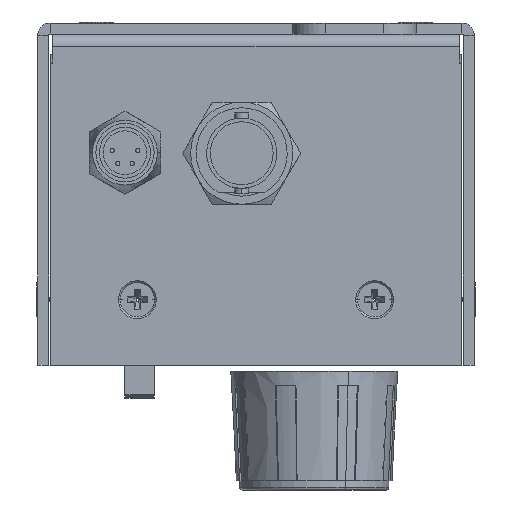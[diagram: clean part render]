
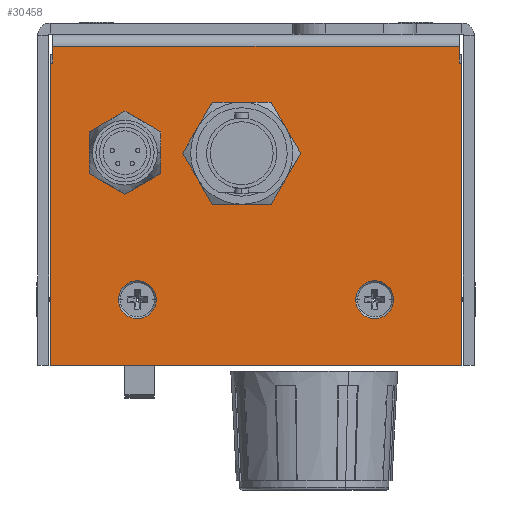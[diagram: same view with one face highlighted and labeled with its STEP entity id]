
A CAD part, left-side view. The second image highlights one B-rep face of the part: STEP entity #30458.
In plain terms, the highlighted planar face has unit normal (-1, 0, 0).
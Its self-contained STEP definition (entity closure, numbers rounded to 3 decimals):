
#10678 = CARTESIAN_POINT ( 'NONE',  ( -37.988, 0.584, 1.325 ) ) ;
#10704 = CARTESIAN_POINT ( 'NONE',  ( -37.988, 33.184, 1.325 ) ) ;
#10762 = CARTESIAN_POINT ( 'NONE',  ( -37.988, -8.416, 36.125 ) ) ;
#10774 = CARTESIAN_POINT ( 'NONE',  ( -37.988, 5.784, 1.325 ) ) ;
#10775 = DIRECTION ( 'NONE',  ( 0., -1., 0. ) ) ;
#10776 = DIRECTION ( 'NONE',  ( 1., 0., 0. ) ) ;
#10777 = CARTESIAN_POINT ( 'NONE',  ( -37.988, 3.184, 1.325 ) ) ;
#10778 = AXIS2_PLACEMENT_3D ( 'NONE', #10777, #10776, #10775 ) ;
#10779 = CIRCLE ( 'NONE', #10778, 2.6 ) ;
#10845 = CARTESIAN_POINT ( 'NONE',  ( -37.988, 38.384, 1.325 ) ) ;
#10846 = DIRECTION ( 'NONE',  ( 0., -1., 0. ) ) ;
#10847 = DIRECTION ( 'NONE',  ( 1., 0., 0. ) ) ;
#10848 = CARTESIAN_POINT ( 'NONE',  ( -37.988, 35.784, 1.325 ) ) ;
#10849 = AXIS2_PLACEMENT_3D ( 'NONE', #10848, #10847, #10846 ) ;
#10850 = CIRCLE ( 'NONE', #10849, 2.6 ) ;
#10851 = DIRECTION ( 'NONE',  ( 0., -1., 0. ) ) ;
#10852 = VECTOR ( 'NONE', #10851, 1000. ) ;
#10853 = CARTESIAN_POINT ( 'NONE',  ( -37.988, 47.784, 36.125 ) ) ;
#10854 = LINE ( 'NONE', #10853, #10852 ) ;
#10855 = CARTESIAN_POINT ( 'NONE',  ( -37.988, 47.384, 36.125 ) ) ;
#10892 = LINE ( 'NONE', #10944, #10943 ) ;
#10898 = CARTESIAN_POINT ( 'NONE',  ( -37.988, 47.784, -7.675 ) ) ;
#10899 = DIRECTION ( 'NONE',  ( 0., -1., 0. ) ) ;
#10900 = VECTOR ( 'NONE', #10899, 1000. ) ;
#10901 = CARTESIAN_POINT ( 'NONE',  ( -37.988, 47.784, -7.675 ) ) ;
#10902 = LINE ( 'NONE', #10901, #10900 ) ;
#10941 = CARTESIAN_POINT ( 'NONE',  ( -37.988, -8.816, 33.825 ) ) ;
#10942 = DIRECTION ( 'NONE',  ( 0., -1., 0. ) ) ;
#10943 = VECTOR ( 'NONE', #10942, 1000. ) ;
#10944 = CARTESIAN_POINT ( 'NONE',  ( -37.988, -8.816, 33.825 ) ) ;
#10970 = CARTESIAN_POINT ( 'NONE',  ( -37.988, -8.416, 33.825 ) ) ;
#10971 = DIRECTION ( 'NONE',  ( 0., 0., -1. ) ) ;
#10972 = VECTOR ( 'NONE', #10971, 1000. ) ;
#10973 = CARTESIAN_POINT ( 'NONE',  ( -37.988, -8.416, 33.825 ) ) ;
#10974 = LINE ( 'NONE', #10973, #10972 ) ;
#10975 = CARTESIAN_POINT ( 'NONE',  ( -37.988, -8.816, -7.675 ) ) ;
#10976 = DIRECTION ( 'NONE',  ( 0., 0., 1. ) ) ;
#10977 = VECTOR ( 'NONE', #10976, 1000. ) ;
#10978 = CARTESIAN_POINT ( 'NONE',  ( -37.988, -8.816, 36.325 ) ) ;
#10979 = LINE ( 'NONE', #10978, #10977 ) ;
#11020 = CARTESIAN_POINT ( 'NONE',  ( -37.988, 47.384, 33.825 ) ) ;
#11021 = DIRECTION ( 'NONE',  ( 0., -1., 0. ) ) ;
#11022 = VECTOR ( 'NONE', #11021, 1000. ) ;
#11023 = CARTESIAN_POINT ( 'NONE',  ( -37.988, 47.784, 33.825 ) ) ;
#11024 = LINE ( 'NONE', #11023, #11022 ) ;
#11067 = CARTESIAN_POINT ( 'NONE',  ( -37.988, 47.784, 33.825 ) ) ;
#11068 = DIRECTION ( 'NONE',  ( 0., 0., 1. ) ) ;
#11069 = VECTOR ( 'NONE', #11068, 1000. ) ;
#11070 = CARTESIAN_POINT ( 'NONE',  ( -37.988, 47.784, 36.325 ) ) ;
#11071 = LINE ( 'NONE', #11070, #11069 ) ;
#11096 = LINE ( 'NONE', #11150, #11149 ) ;
#11148 = DIRECTION ( 'NONE',  ( 0., 0., 1. ) ) ;
#11149 = VECTOR ( 'NONE', #11148, 1000. ) ;
#11150 = CARTESIAN_POINT ( 'NONE',  ( -37.988, 47.384, 33.825 ) ) ;
#11240 = DIRECTION ( 'NONE',  ( 0., -1., 0. ) ) ;
#11241 = DIRECTION ( 'NONE',  ( 1., 0., 0. ) ) ;
#11242 = CARTESIAN_POINT ( 'NONE',  ( -37.988, 35.784, 1.325 ) ) ;
#11243 = AXIS2_PLACEMENT_3D ( 'NONE', #11242, #11241, #11240 ) ;
#11244 = CIRCLE ( 'NONE', #11243, 2.6 ) ;
#11245 = DIRECTION ( 'NONE',  ( 0., 1., 0. ) ) ;
#11246 = DIRECTION ( 'NONE',  ( -1., 0., 0. ) ) ;
#11247 = CARTESIAN_POINT ( 'NONE',  ( -37.988, 21.484, 21.525 ) ) ;
#11248 = AXIS2_PLACEMENT_3D ( 'NONE', #11247, #11246, #11245 ) ;
#11249 = CIRCLE ( 'NONE', #11248, 6.25 ) ;
#11250 = CARTESIAN_POINT ( 'NONE',  ( -37.988, 15.234, 21.525 ) ) ;
#11251 = CARTESIAN_POINT ( 'NONE',  ( -37.988, 27.734, 21.525 ) ) ;
#11252 = DIRECTION ( 'NONE',  ( 0., 1., 0. ) ) ;
#11253 = DIRECTION ( 'NONE',  ( -1., 0., 0. ) ) ;
#11254 = CARTESIAN_POINT ( 'NONE',  ( -37.988, 21.484, 21.525 ) ) ;
#11255 = AXIS2_PLACEMENT_3D ( 'NONE', #11254, #11253, #11252 ) ;
#11256 = CIRCLE ( 'NONE', #11255, 6.25 ) ;
#11257 = DIRECTION ( 'NONE',  ( 0., 1., 0. ) ) ;
#11258 = DIRECTION ( 'NONE',  ( -1., 0., 0. ) ) ;
#11259 = AXIS2_PLACEMENT_3D ( 'NONE', #11265, #11258, #11257 ) ;
#11260 = CIRCLE ( 'NONE', #11259, 4.1 ) ;
#11265 = CARTESIAN_POINT ( 'NONE',  ( -37.988, 37.484, 21.525 ) ) ;
#11267 = CARTESIAN_POINT ( 'NONE',  ( -37.988, 47.784, 36.325 ) ) ;
#11268 = AXIS2_PLACEMENT_3D ( 'NONE', #11267, #11326, #11325 ) ;
#11269 = PLANE ( 'NONE',  #11268 ) ;
#11284 = FACE_OUTER_BOUND ( 'NONE', #30448, .T. ) ;
#11285 = FACE_BOUND ( 'NONE', #30446, .T. ) ;
#11286 = FACE_BOUND ( 'NONE', #30440, .T. ) ;
#11287 = FACE_BOUND ( 'NONE', #30477, .T. ) ;
#11288 = FACE_BOUND ( 'NONE', #30461, .T. ) ;
#11289 = DIRECTION ( 'NONE',  ( 0., -1., 0. ) ) ;
#11290 = DIRECTION ( 'NONE',  ( 1., 0., 0. ) ) ;
#11291 = CARTESIAN_POINT ( 'NONE',  ( -37.988, 3.184, 1.325 ) ) ;
#11292 = AXIS2_PLACEMENT_3D ( 'NONE', #11291, #11290, #11289 ) ;
#11293 = CIRCLE ( 'NONE', #11292, 2.6 ) ;
#11318 = CARTESIAN_POINT ( 'NONE',  ( -37.988, 33.384, 21.525 ) ) ;
#11319 = CARTESIAN_POINT ( 'NONE',  ( -37.988, 41.584, 21.525 ) ) ;
#11320 = DIRECTION ( 'NONE',  ( 0., 1., 0. ) ) ;
#11321 = DIRECTION ( 'NONE',  ( -1., 0., 0. ) ) ;
#11322 = CARTESIAN_POINT ( 'NONE',  ( -37.988, 37.484, 21.525 ) ) ;
#11323 = AXIS2_PLACEMENT_3D ( 'NONE', #11322, #11321, #11320 ) ;
#11324 = CIRCLE ( 'NONE', #11323, 4.1 ) ;
#11325 = DIRECTION ( 'NONE',  ( 0., -1., 0. ) ) ;
#11326 = DIRECTION ( 'NONE',  ( 1., 0., 0. ) ) ;
#30071 = VERTEX_POINT ( 'NONE', #10678 ) ;
#30100 = VERTEX_POINT ( 'NONE', #10704 ) ;
#30133 = VERTEX_POINT ( 'NONE', #10762 ) ;
#30151 = EDGE_CURVE ( 'NONE', #30152, #30071, #10779, .T. ) ;
#30152 = VERTEX_POINT ( 'NONE', #10774 ) ;
#30172 = VERTEX_POINT ( 'NONE', #10855 ) ;
#30177 = EDGE_CURVE ( 'NONE', #30172, #30133, #10854, .T. ) ;
#30182 = EDGE_CURVE ( 'NONE', #30184, #30100, #10850, .T. ) ;
#30184 = VERTEX_POINT ( 'NONE', #10845 ) ;
#30209 = EDGE_CURVE ( 'NONE', #30210, #30237, #10902, .T. ) ;
#30210 = VERTEX_POINT ( 'NONE', #10898 ) ;
#30220 = EDGE_CURVE ( 'NONE', #30247, #30221, #10892, .T. ) ;
#30221 = VERTEX_POINT ( 'NONE', #10941 ) ;
#30234 = EDGE_CURVE ( 'NONE', #30237, #30221, #10979, .T. ) ;
#30237 = VERTEX_POINT ( 'NONE', #10975 ) ;
#30244 = EDGE_CURVE ( 'NONE', #30133, #30247, #10974, .T. ) ;
#30247 = VERTEX_POINT ( 'NONE', #10970 ) ;
#30291 = EDGE_CURVE ( 'NONE', #30324, #30294, #11024, .T. ) ;
#30294 = VERTEX_POINT ( 'NONE', #11020 ) ;
#30322 = EDGE_CURVE ( 'NONE', #30210, #30324, #11071, .T. ) ;
#30324 = VERTEX_POINT ( 'NONE', #11067 ) ;
#30344 = EDGE_CURVE ( 'NONE', #30294, #30172, #11096, .T. ) ;
#30412 = ORIENTED_EDGE ( 'NONE', *, *, #30456, .T. ) ;
#30414 = ORIENTED_EDGE ( 'NONE', *, *, #30344, .F. ) ;
#30416 = ORIENTED_EDGE ( 'NONE', *, *, #30291, .F. ) ;
#30418 = ORIENTED_EDGE ( 'NONE', *, *, #30322, .F. ) ;
#30420 = ORIENTED_EDGE ( 'NONE', *, *, #30209, .T. ) ;
#30421 = ORIENTED_EDGE ( 'NONE', *, *, #30234, .T. ) ;
#30422 = ORIENTED_EDGE ( 'NONE', *, *, #30220, .F. ) ;
#30423 = ORIENTED_EDGE ( 'NONE', *, *, #30244, .F. ) ;
#30425 = ORIENTED_EDGE ( 'NONE', *, *, #30177, .F. ) ;
#30431 = EDGE_CURVE ( 'NONE', #30471, #30469, #11260, .T. ) ;
#30433 = ORIENTED_EDGE ( 'NONE', *, *, #30434, .F. ) ;
#30434 = EDGE_CURVE ( 'NONE', #30435, #30437, #11256, .T. ) ;
#30435 = VERTEX_POINT ( 'NONE', #11251 ) ;
#30437 = VERTEX_POINT ( 'NONE', #11250 ) ;
#30438 = ORIENTED_EDGE ( 'NONE', *, *, #30439, .F. ) ;
#30439 = EDGE_CURVE ( 'NONE', #30437, #30435, #11249, .T. ) ;
#30440 = EDGE_LOOP ( 'NONE', ( #30441, #30442 ) ) ;
#30441 = ORIENTED_EDGE ( 'NONE', *, *, #30182, .T. ) ;
#30442 = ORIENTED_EDGE ( 'NONE', *, *, #30444, .T. ) ;
#30444 = EDGE_CURVE ( 'NONE', #30100, #30184, #11244, .T. ) ;
#30446 = EDGE_LOOP ( 'NONE', ( #30447, #30412 ) ) ;
#30447 = ORIENTED_EDGE ( 'NONE', *, *, #30151, .T. ) ;
#30448 = EDGE_LOOP ( 'NONE', ( #30414, #30416, #30418, #30420, #30421, #30422, #30423, #30425 ) ) ;
#30456 = EDGE_CURVE ( 'NONE', #30071, #30152, #11293, .T. ) ;
#30458 = ADVANCED_FACE ( 'NONE', ( #11288, #11287, #11286, #11285, #11284 ), #11269, .F. ) ;
#30461 = EDGE_LOOP ( 'NONE', ( #30463, #30473 ) ) ;
#30463 = ORIENTED_EDGE ( 'NONE', *, *, #30466, .F. ) ;
#30466 = EDGE_CURVE ( 'NONE', #30469, #30471, #11324, .T. ) ;
#30469 = VERTEX_POINT ( 'NONE', #11319 ) ;
#30471 = VERTEX_POINT ( 'NONE', #11318 ) ;
#30473 = ORIENTED_EDGE ( 'NONE', *, *, #30431, .F. ) ;
#30477 = EDGE_LOOP ( 'NONE', ( #30433, #30438 ) ) ;
